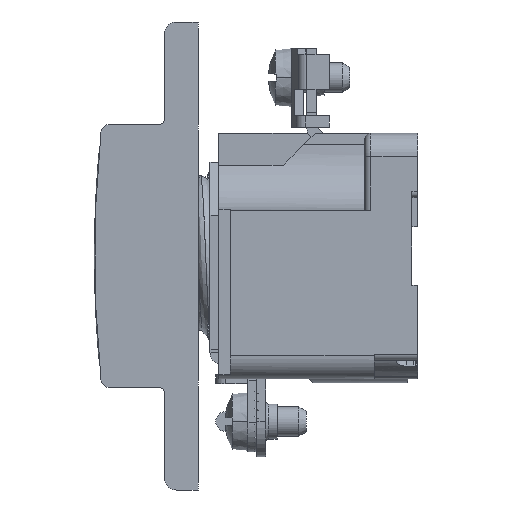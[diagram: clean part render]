
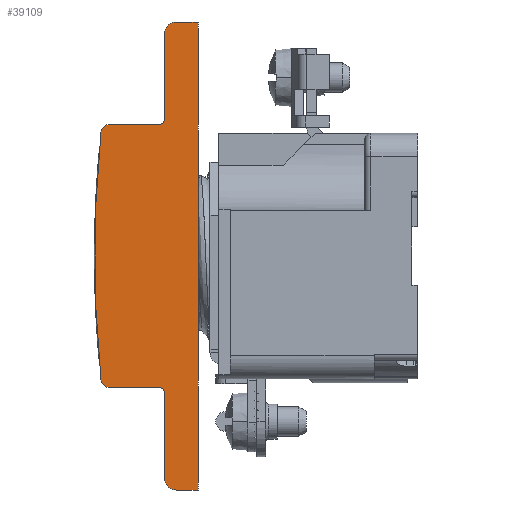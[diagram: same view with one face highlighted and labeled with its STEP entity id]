
A CAD part, left-side view. The second image highlights one B-rep face of the part: STEP entity #39109.
In plain terms, the highlighted face is planar.
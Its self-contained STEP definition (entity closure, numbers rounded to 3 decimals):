
#35747=DIRECTION('',(1.,0.,0.));
#35748=VECTOR('',#35747,80.);
#35749=CARTESIAN_POINT('',(-40.,-17.75,-20.));
#35750=LINE('',#35749,#35748);
#35754=DIRECTION('',(0.,1.,0.));
#35755=VECTOR('',#35754,3.75);
#35756=CARTESIAN_POINT('',(40.,-17.75,-20.));
#35757=LINE('',#35756,#35755);
#35761=CARTESIAN_POINT('',(38.,-14.,-20.));
#35762=DIRECTION('',(0.,0.,1.));
#35763=DIRECTION('',(1.,0.,0.));
#35764=AXIS2_PLACEMENT_3D('',#35761,#35762,#35763);
#35769=DIRECTION('',(-1.,0.,0.));
#35770=VECTOR('',#35769,14.5);
#35771=CARTESIAN_POINT('',(38.,-12.,-20.));
#35772=LINE('',#35771,#35770);
#35776=CARTESIAN_POINT('',(23.5,-11.,-20.));
#35777=DIRECTION('',(0.,0.,-1.));
#35778=DIRECTION('',(0.,-1.,0.));
#35779=AXIS2_PLACEMENT_3D('',#35776,#35777,#35778);
#35784=DIRECTION('',(0.,1.,0.));
#35785=VECTOR('',#35784,8.386);
#35786=CARTESIAN_POINT('',(22.5,-11.,-20.));
#35787=LINE('',#35786,#35785);
#35791=CARTESIAN_POINT('',(21.,-2.614,-20.));
#35792=DIRECTION('',(0.,0.,1.));
#35793=DIRECTION('',(1.,0.,0.));
#35794=AXIS2_PLACEMENT_3D('',#35791,#35792,#35793);
#35799=CARTESIAN_POINT('',(0.,-200.,-20.));
#35800=DIRECTION('',(0.,0.,1.));
#35801=DIRECTION('',(0.106,0.994,0.));
#35802=AXIS2_PLACEMENT_3D('',#35799,#35800,#35801);
#35807=CARTESIAN_POINT('',(-21.,-2.614,-20.));
#35808=DIRECTION('',(0.,0.,1.));
#35809=DIRECTION('',(-0.106,0.994,0.));
#35810=AXIS2_PLACEMENT_3D('',#35807,#35808,#35809);
#35815=DIRECTION('',(0.,-1.,0.));
#35816=VECTOR('',#35815,8.386);
#35817=CARTESIAN_POINT('',(-22.5,-2.614,-20.));
#35818=LINE('',#35817,#35816);
#35822=CARTESIAN_POINT('',(-23.5,-11.,-20.));
#35823=DIRECTION('',(0.,0.,-1.));
#35824=DIRECTION('',(1.,0.,0.));
#35825=AXIS2_PLACEMENT_3D('',#35822,#35823,#35824);
#35830=DIRECTION('',(-1.,0.,0.));
#35831=VECTOR('',#35830,14.5);
#35832=CARTESIAN_POINT('',(-23.5,-12.,-20.));
#35833=LINE('',#35832,#35831);
#35837=CARTESIAN_POINT('',(-38.,-14.,-20.));
#35838=DIRECTION('',(0.,0.,1.));
#35839=DIRECTION('',(0.,1.,0.));
#35840=AXIS2_PLACEMENT_3D('',#35837,#35838,#35839);
#35845=DIRECTION('',(0.,-1.,0.));
#35846=VECTOR('',#35845,3.75);
#35847=CARTESIAN_POINT('',(-40.,-14.,-20.));
#35848=LINE('',#35847,#35846);
#38435=CARTESIAN_POINT('',(40.,-17.75,-20.));
#38436=VERTEX_POINT('',#38435);
#38437=CARTESIAN_POINT('',(-40.,-17.75,-20.));
#38438=VERTEX_POINT('',#38437);
#38590=CARTESIAN_POINT('',(-23.5,-12.,-20.));
#38592=VERTEX_POINT('',#38590);
#38595=CARTESIAN_POINT('',(-38.,-12.,-20.));
#38596=VERTEX_POINT('',#38595);
#38611=CARTESIAN_POINT('',(-22.5,-11.,-20.));
#38612=VERTEX_POINT('',#38611);
#38615=CARTESIAN_POINT('',(40.,-14.,-20.));
#38616=VERTEX_POINT('',#38615);
#38617=CARTESIAN_POINT('',(38.,-12.,-20.));
#38618=VERTEX_POINT('',#38617);
#38619=CARTESIAN_POINT('',(23.5,-12.,-20.));
#38620=VERTEX_POINT('',#38619);
#38621=CARTESIAN_POINT('',(22.5,-11.,-20.));
#38622=VERTEX_POINT('',#38621);
#38623=CARTESIAN_POINT('',(22.5,-2.614,-20.));
#38624=VERTEX_POINT('',#38623);
#38625=CARTESIAN_POINT('',(21.159,-1.122,-20.));
#38626=VERTEX_POINT('',#38625);
#38627=CARTESIAN_POINT('',(-21.159,-1.122,-20.));
#38628=VERTEX_POINT('',#38627);
#38629=CARTESIAN_POINT('',(-22.5,-2.614,-20.));
#38630=VERTEX_POINT('',#38629);
#38631=CARTESIAN_POINT('',(-40.,-14.,-20.));
#38632=VERTEX_POINT('',#38631);
#39076=CARTESIAN_POINT('',(0.,0.,-20.));
#39077=DIRECTION('',(0.,0.,1.));
#39078=DIRECTION('',(1.,0.,0.));
#39079=AXIS2_PLACEMENT_3D('',#39076,#39077,#39078);
#39080=PLANE('',#39079);
#39081=ORIENTED_EDGE('',*,*,#38941,.T.);
#39083=ORIENTED_EDGE('',*,*,#39082,.T.);
#39085=ORIENTED_EDGE('',*,*,#39084,.T.);
#39087=ORIENTED_EDGE('',*,*,#39086,.T.);
#39089=ORIENTED_EDGE('',*,*,#39088,.T.);
#39091=ORIENTED_EDGE('',*,*,#39090,.T.);
#39093=ORIENTED_EDGE('',*,*,#39092,.T.);
#39095=ORIENTED_EDGE('',*,*,#39094,.T.);
#39097=ORIENTED_EDGE('',*,*,#39096,.T.);
#39099=ORIENTED_EDGE('',*,*,#39098,.T.);
#39101=ORIENTED_EDGE('',*,*,#39100,.T.);
#39103=ORIENTED_EDGE('',*,*,#39102,.T.);
#39105=ORIENTED_EDGE('',*,*,#39104,.T.);
#39106=ORIENTED_EDGE('',*,*,#39067,.T.);
#39107=EDGE_LOOP('',(#39081,#39083,#39085,#39087,#39089,#39091,#39093,#39095,
#39097,#39099,#39101,#39103,#39105,#39106));
#39108=FACE_OUTER_BOUND('',#39107,.F.);
#35765=CIRCLE('',#35764,2.);
#35780=CIRCLE('',#35779,1.);
#35795=CIRCLE('',#35794,1.5);
#35803=CIRCLE('',#35802,200.);
#35811=CIRCLE('',#35810,1.5);
#35826=CIRCLE('',#35825,1.);
#35841=CIRCLE('',#35840,2.);
#38941=EDGE_CURVE('',#38438,#38436,#35750,.T.);
#39067=EDGE_CURVE('',#38632,#38438,#35848,.T.);
#39082=EDGE_CURVE('',#38436,#38616,#35757,.T.);
#39084=EDGE_CURVE('',#38616,#38618,#35765,.T.);
#39086=EDGE_CURVE('',#38618,#38620,#35772,.T.);
#39088=EDGE_CURVE('',#38620,#38622,#35780,.T.);
#39090=EDGE_CURVE('',#38622,#38624,#35787,.T.);
#39092=EDGE_CURVE('',#38624,#38626,#35795,.T.);
#39094=EDGE_CURVE('',#38626,#38628,#35803,.T.);
#39096=EDGE_CURVE('',#38628,#38630,#35811,.T.);
#39098=EDGE_CURVE('',#38630,#38612,#35818,.T.);
#39100=EDGE_CURVE('',#38612,#38592,#35826,.T.);
#39102=EDGE_CURVE('',#38592,#38596,#35833,.T.);
#39104=EDGE_CURVE('',#38596,#38632,#35841,.T.);
#39109=ADVANCED_FACE('',(#39108),#39080,.F.);
